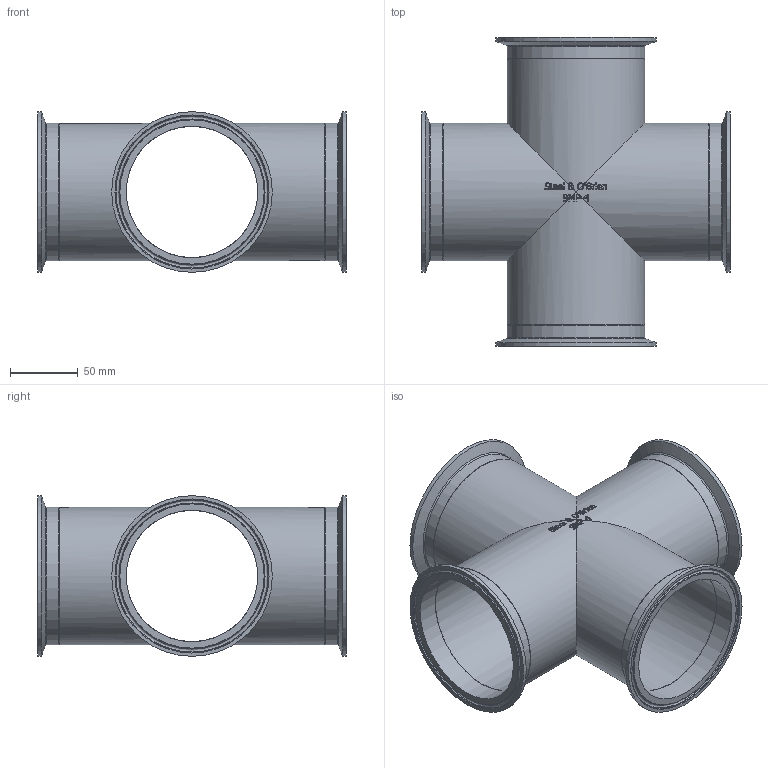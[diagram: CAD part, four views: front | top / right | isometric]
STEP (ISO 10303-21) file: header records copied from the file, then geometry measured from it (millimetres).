
FILE_DESCRIPTION(/* description */ (''),/* implementation_level */ '2;1');
FILE_NAME(/* name */ '9MP-4.stp',/* time_stamp */ '2019-06-19T11:19:52-04:00',/* author */ ('rick'),/* organization */ (''),/* preprocessor_version */ 'ST-DEVELOPER v15.2',/* originating_system */ 'Autodesk Inventor 2014',/* authorisation */ '');
FILE_SCHEMA (('AUTOMOTIVE_DESIGN { 1 0 10303 214 3 1 1 }'));
Length unit declared in the file: inch
Products named in the file (1): 9MP-4
Bounding box: 228.6 x 228.6 x 118.92 mm (x, y, z)
Volume: 265702.1 mm3; surface area: 233076.7 mm2
Topology: 1 solids, 1 shells, 380 faces, 999 edges, 652 vertices
Faces by surface type: bspline 146, plane 137, cylinder 61, torus 24, cone 12
Full cylindrical faces by diameter (mm): 97.384 x8, 101.6 x8, 118.923 x4
Entity records: 14001 total; most frequent: CARTESIAN_POINT 5578, ORIENTED_EDGE 1862, DIRECTION 1337, EDGE_CURVE 931, VERTEX_POINT 642, AXIS2_PLACEMENT_3D 477, EDGE_LOOP 475, LINE 383
